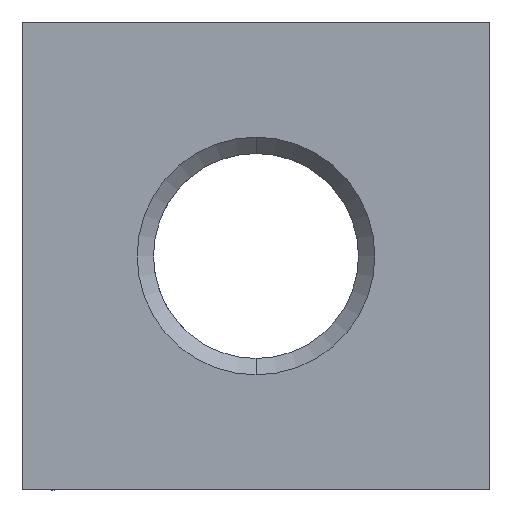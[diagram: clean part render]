
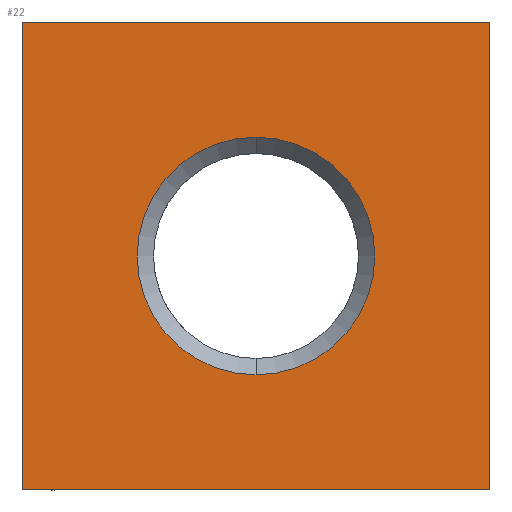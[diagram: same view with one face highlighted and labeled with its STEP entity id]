
A CAD part, left-side view. The second image highlights one B-rep face of the part: STEP entity #22.
In plain terms, the highlighted planar face has unit normal (-1, 0, 0).
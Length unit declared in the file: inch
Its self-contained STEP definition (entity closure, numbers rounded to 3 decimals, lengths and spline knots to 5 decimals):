
#22 = ADVANCED_FACE ( 'NONE', ( #560, #53 ), #1095, .T. ) ;
#25 = EDGE_LOOP ( 'NONE', ( #1554, #1067 ) ) ;
#41 = VERTEX_POINT ( 'NONE', #860 ) ;
#53 = FACE_OUTER_BOUND ( 'NONE', #1537, .T. ) ;
#105 = DIRECTION ( 'NONE',  ( 1., 0., 0. ) ) ;
#114 = ORIENTED_EDGE ( 'NONE', *, *, #1205, .F. ) ;
#137 = AXIS2_PLACEMENT_3D ( 'NONE', #507, #604, #1601 ) ;
#149 = CIRCLE ( 'NONE', #1040, 0.254 ) ;
#156 = VERTEX_POINT ( 'NONE', #755 ) ;
#265 = DIRECTION ( 'NONE',  ( 0., -1., 0. ) ) ;
#294 = VECTOR ( 'NONE', #1091, 39.37008 ) ;
#306 = VECTOR ( 'NONE', #953, 39.37008 ) ;
#343 = DIRECTION ( 'NONE',  ( 0., 0., 1. ) ) ;
#365 = CARTESIAN_POINT ( 'NONE',  ( -1.75, 0., 0. ) ) ;
#393 = VERTEX_POINT ( 'NONE', #433 ) ;
#420 = LINE ( 'NONE', #686, #1513 ) ;
#432 = EDGE_CURVE ( 'NONE', #814, #156, #1566, .T. ) ;
#433 = CARTESIAN_POINT ( 'NONE',  ( -1.75, -0.5, 0.5 ) ) ;
#507 = CARTESIAN_POINT ( 'NONE',  ( -1.75, 0., 0. ) ) ;
#560 = FACE_BOUND ( 'NONE', #25, .T. ) ;
#590 = CARTESIAN_POINT ( 'NONE',  ( -1.75, -0.5, -0.5 ) ) ;
#604 = DIRECTION ( 'NONE',  ( 1., 0., 0. ) ) ;
#610 = EDGE_CURVE ( 'NONE', #1085, #645, #1548, .T. ) ;
#645 = VERTEX_POINT ( 'NONE', #1353 ) ;
#686 = CARTESIAN_POINT ( 'NONE',  ( -1.75, -0.5, 0.5 ) ) ;
#755 = CARTESIAN_POINT ( 'NONE',  ( -1.75, 0.5, -0.5 ) ) ;
#814 = VERTEX_POINT ( 'NONE', #962 ) ;
#831 = EDGE_CURVE ( 'NONE', #156, #41, #1025, .T. ) ;
#860 = CARTESIAN_POINT ( 'NONE',  ( -1.75, 0.5, 0.5 ) ) ;
#866 = LINE ( 'NONE', #867, #1100 ) ;
#867 = CARTESIAN_POINT ( 'NONE',  ( -1.75, 0.5, 0.5 ) ) ;
#900 = ORIENTED_EDGE ( 'NONE', *, *, #831, .F. ) ;
#921 = DIRECTION ( 'NONE',  ( 0., 0., -1. ) ) ;
#953 = DIRECTION ( 'NONE',  ( 0., 1., 0. ) ) ;
#961 = CARTESIAN_POINT ( 'NONE',  ( -1.75, 0., -0.254 ) ) ;
#962 = CARTESIAN_POINT ( 'NONE',  ( -1.75, -0.5, -0.5 ) ) ;
#988 = DIRECTION ( 'NONE',  ( 0., 0., 1. ) ) ;
#1000 = DIRECTION ( 'NONE',  ( -1., 0., 0. ) ) ;
#1025 = LINE ( 'NONE', #1575, #294 ) ;
#1040 = AXIS2_PLACEMENT_3D ( 'NONE', #365, #105, #343 ) ;
#1066 = EDGE_CURVE ( 'NONE', #645, #1085, #149, .T. ) ;
#1067 = ORIENTED_EDGE ( 'NONE', *, *, #610, .T. ) ;
#1085 = VERTEX_POINT ( 'NONE', #961 ) ;
#1091 = DIRECTION ( 'NONE',  ( 0., 0., 1. ) ) ;
#1095 = PLANE ( 'NONE',  #1538 ) ;
#1100 = VECTOR ( 'NONE', #265, 39.37008 ) ;
#1205 = EDGE_CURVE ( 'NONE', #41, #393, #866, .T. ) ;
#1225 = ORIENTED_EDGE ( 'NONE', *, *, #1393, .F. ) ;
#1353 = CARTESIAN_POINT ( 'NONE',  ( -1.75, 0., 0.254 ) ) ;
#1385 = ORIENTED_EDGE ( 'NONE', *, *, #432, .F. ) ;
#1393 = EDGE_CURVE ( 'NONE', #393, #814, #420, .T. ) ;
#1513 = VECTOR ( 'NONE', #921, 39.37008 ) ;
#1537 = EDGE_LOOP ( 'NONE', ( #1225, #114, #900, #1385 ) ) ;
#1538 = AXIS2_PLACEMENT_3D ( 'NONE', #1602, #1000, #988 ) ;
#1548 = CIRCLE ( 'NONE', #137, 0.254 ) ;
#1554 = ORIENTED_EDGE ( 'NONE', *, *, #1066, .T. ) ;
#1566 = LINE ( 'NONE', #590, #306 ) ;
#1575 = CARTESIAN_POINT ( 'NONE',  ( -1.75, 0.5, -0.5 ) ) ;
#1601 = DIRECTION ( 'NONE',  ( 0., 0., 1. ) ) ;
#1602 = CARTESIAN_POINT ( 'NONE',  ( -1.75, -0.5, 0.5 ) ) ;
